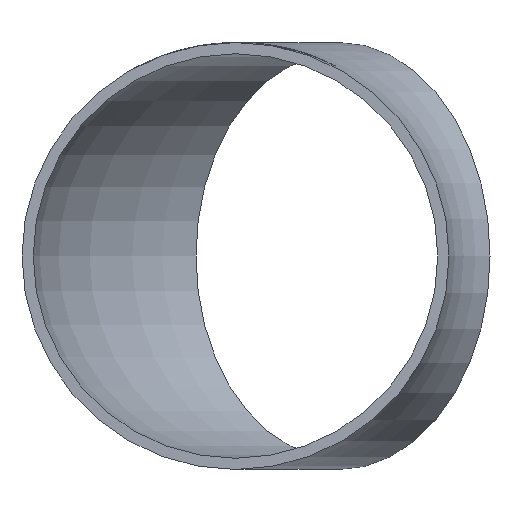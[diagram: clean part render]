
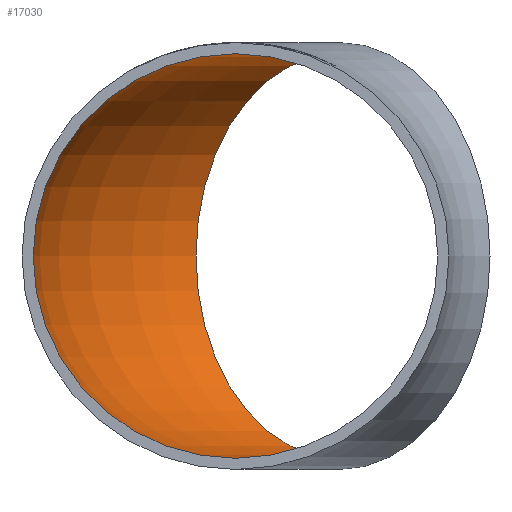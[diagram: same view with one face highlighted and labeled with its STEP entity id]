
A CAD part, front view. The second image highlights one B-rep face of the part: STEP entity #17030.
In plain terms, the highlighted toroidal (fillet/blend) face has major radius 63 mm and minor radius 36.05 mm.
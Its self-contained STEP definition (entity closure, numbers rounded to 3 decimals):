
#2735 = DIRECTION ( 'NONE',  ( 0., 0., -1. ) ) ;
#2966 = FACE_OUTER_BOUND ( 'NONE', #8333, .T. ) ;
#3826 = CIRCLE ( 'NONE', #6051, 36.05 ) ;
#6051 = AXIS2_PLACEMENT_3D ( 'NONE', #20428, #13594, #8134 ) ;
#7438 = CARTESIAN_POINT ( 'NONE',  ( -70.039, 70.039, 0. ) ) ;
#7843 = CIRCLE ( 'NONE', #12309, 36.05 ) ;
#8134 = DIRECTION ( 'NONE',  ( 0., 0., 1. ) ) ;
#8298 = EDGE_CURVE ( 'NONE', #14422, #14422, #7843, .T. ) ;
#8333 = EDGE_LOOP ( 'NONE', ( #22959 ) ) ;
#9588 = DIRECTION ( 'NONE',  ( -1., 0., 0. ) ) ;
#9706 = CARTESIAN_POINT ( 'NONE',  ( 0., 0., 0. ) ) ;
#10817 = CARTESIAN_POINT ( 'NONE',  ( -63., 0., 36.05 ) ) ;
#11026 = ORIENTED_EDGE ( 'NONE', *, *, #8298, .T. ) ;
#12125 = EDGE_CURVE ( 'NONE', #21606, #21606, #3826, .T. ) ;
#12309 = AXIS2_PLACEMENT_3D ( 'NONE', #21891, #20156, #18422 ) ;
#12744 = AXIS2_PLACEMENT_3D ( 'NONE', #9706, #2735, #9588 ) ;
#13594 = DIRECTION ( 'NONE',  ( 0., 1., 0. ) ) ;
#14422 = VERTEX_POINT ( 'NONE', #7438 ) ;
#14856 = EDGE_LOOP ( 'NONE', ( #11026 ) ) ;
#17030 = ADVANCED_FACE ( 'NONE', ( #20160, #2966 ), #22766, .F. ) ;
#18422 = DIRECTION ( 'NONE',  ( -0.707, 0.707, 0. ) ) ;
#20156 = DIRECTION ( 'NONE',  ( 0.707, 0.707, 0. ) ) ;
#20160 = FACE_OUTER_BOUND ( 'NONE', #14856, .T. ) ;
#20428 = CARTESIAN_POINT ( 'NONE',  ( -63., 0., 0. ) ) ;
#21606 = VERTEX_POINT ( 'NONE', #10817 ) ;
#21891 = CARTESIAN_POINT ( 'NONE',  ( -44.548, 44.548, 0. ) ) ;
#22766 = TOROIDAL_SURFACE ( 'NONE', #12744, 63., 36.05 ) ;
#22959 = ORIENTED_EDGE ( 'NONE', *, *, #12125, .F. ) ;
